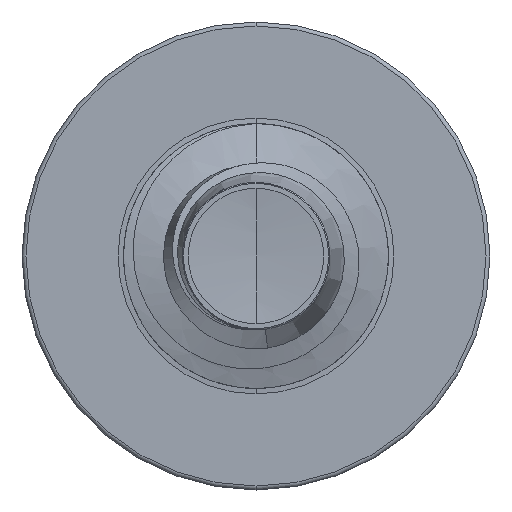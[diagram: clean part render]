
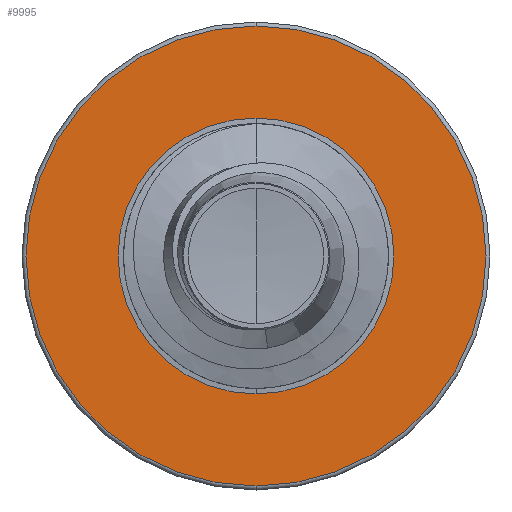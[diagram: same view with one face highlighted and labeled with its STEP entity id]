
A CAD part, front view. The second image highlights one B-rep face of the part: STEP entity #9995.
In plain terms, the highlighted planar face has unit normal (0, -1, 0).
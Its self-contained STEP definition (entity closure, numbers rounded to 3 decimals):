
#26 = CARTESIAN_POINT ( 'NONE',  ( 0., 4., 0. ) ) ;
#103 = DIRECTION ( 'NONE',  ( 0., 0., 1. ) ) ;
#2173 = DIRECTION ( 'NONE',  ( 0., 0., 1. ) ) ;
#2232 = DIRECTION ( 'NONE',  ( 0., 1., 0. ) ) ;
#2530 = CARTESIAN_POINT ( 'NONE',  ( 0., 4., 0. ) ) ;
#2941 = CARTESIAN_POINT ( 'NONE',  ( 0., 4., -1.562 ) ) ;
#3239 = FACE_OUTER_BOUND ( 'NONE', #8848, .T. ) ;
#3393 = ORIENTED_EDGE ( 'NONE', *, *, #9646, .T. ) ;
#3889 = VERTEX_POINT ( 'NONE', #2941 ) ;
#3977 = DIRECTION ( 'NONE',  ( 0., 1., 0. ) ) ;
#4472 = CARTESIAN_POINT ( 'NONE',  ( 0., 4., 2.605 ) ) ;
#5717 = CARTESIAN_POINT ( 'NONE',  ( 0., 4., -1.562 ) ) ;
#5823 = AXIS2_PLACEMENT_3D ( 'NONE', #26, #8271, #103 ) ;
#6110 = PLANE ( 'NONE',  #10077 ) ;
#6190 = DIRECTION ( 'NONE',  ( 0., 0., 1. ) ) ;
#6224 = DIRECTION ( 'NONE',  ( 0., 1., 0. ) ) ;
#6262 = ORIENTED_EDGE ( 'NONE', *, *, #6351, .T. ) ;
#6351 = EDGE_CURVE ( 'NONE', #3889, #8656, #8712, .T. ) ;
#6403 = DIRECTION ( 'NONE',  ( 0., 0., 1. ) ) ;
#6406 = DIRECTION ( 'NONE',  ( 0., 1., 0. ) ) ;
#6417 = CARTESIAN_POINT ( 'NONE',  ( 0., 4., 0. ) ) ;
#6595 = CARTESIAN_POINT ( 'NONE',  ( 0., 4., -2.605 ) ) ;
#6731 = DIRECTION ( 'NONE',  ( 0., 0., 1. ) ) ;
#7087 = CARTESIAN_POINT ( 'NONE',  ( 0., 4., 1.562 ) ) ;
#7598 = VERTEX_POINT ( 'NONE', #4472 ) ;
#7662 = CIRCLE ( 'NONE', #8238, 1.562 ) ;
#8033 = FACE_BOUND ( 'NONE', #10431, .T. ) ;
#8238 = AXIS2_PLACEMENT_3D ( 'NONE', #10481, #3977, #6731 ) ;
#8271 = DIRECTION ( 'NONE',  ( 0., 1., 0. ) ) ;
#8656 = VERTEX_POINT ( 'NONE', #7087 ) ;
#8712 = CIRCLE ( 'NONE', #9348, 1.562 ) ;
#8842 = AXIS2_PLACEMENT_3D ( 'NONE', #2530, #2232, #2173 ) ;
#8848 = EDGE_LOOP ( 'NONE', ( #9746, #11092 ) ) ;
#9348 = AXIS2_PLACEMENT_3D ( 'NONE', #6417, #6406, #6403 ) ;
#9462 = EDGE_CURVE ( 'NONE', #11150, #7598, #10979, .T. ) ;
#9646 = EDGE_CURVE ( 'NONE', #8656, #3889, #7662, .T. ) ;
#9746 = ORIENTED_EDGE ( 'NONE', *, *, #9856, .F. ) ;
#9856 = EDGE_CURVE ( 'NONE', #7598, #11150, #10042, .T. ) ;
#9995 = ADVANCED_FACE ( 'NONE', ( #3239, #8033 ), #6110, .F. ) ;
#10042 = CIRCLE ( 'NONE', #5823, 2.605 ) ;
#10077 = AXIS2_PLACEMENT_3D ( 'NONE', #5717, #6224, #6190 ) ;
#10431 = EDGE_LOOP ( 'NONE', ( #3393, #6262 ) ) ;
#10481 = CARTESIAN_POINT ( 'NONE',  ( 0., 4., 0. ) ) ;
#10979 = CIRCLE ( 'NONE', #8842, 2.605 ) ;
#11092 = ORIENTED_EDGE ( 'NONE', *, *, #9462, .F. ) ;
#11150 = VERTEX_POINT ( 'NONE', #6595 ) ;
